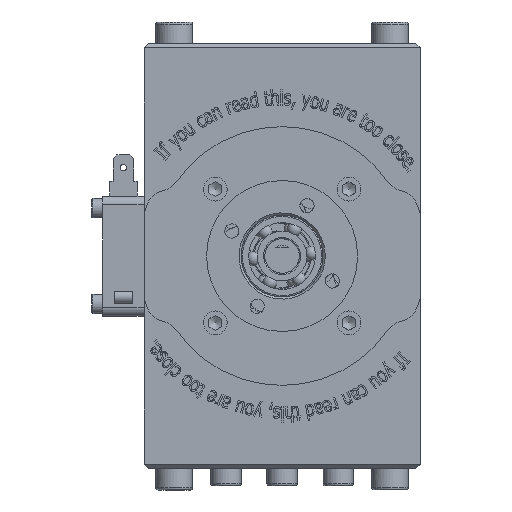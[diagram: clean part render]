
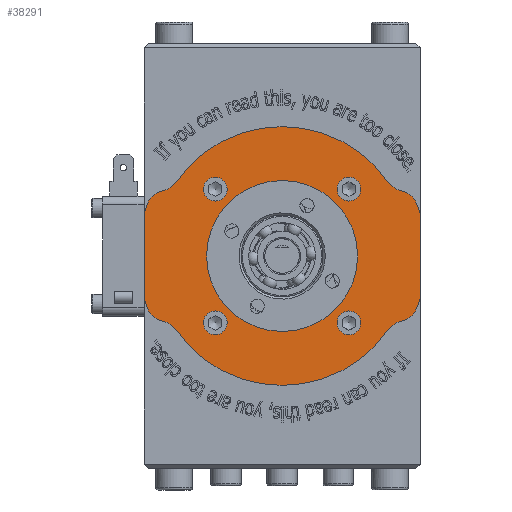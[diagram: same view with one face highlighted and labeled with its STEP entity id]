
A CAD part, front view. The second image highlights one B-rep face of the part: STEP entity #38291.
In plain terms, the highlighted planar face has unit normal (0, -1, 0).
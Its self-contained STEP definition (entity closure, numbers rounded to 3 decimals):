
#2437=FACE_BOUND('',#13258,.T.);
#2438=FACE_BOUND('',#13259,.T.);
#2439=FACE_BOUND('',#13260,.T.);
#2440=FACE_BOUND('',#13261,.T.);
#2441=FACE_BOUND('',#13262,.T.);
#4916=LINE('',#65077,#7923);
#4925=LINE('',#65115,#7932);
#7923=VECTOR('',#47494,10.);
#7932=VECTOR('',#47543,10.);
#9266=PLANE('',#40642);
#11048=FACE_OUTER_BOUND('',#13257,.T.);
#13257=EDGE_LOOP('',(#32086,#32087,#32088,#32089,#32090,#32091,#32092,#32093,
#32094,#32095,#32096,#32097,#32098,#32099,#32100,#32101));
#13258=EDGE_LOOP('',(#32102));
#13259=EDGE_LOOP('',(#32103));
#13260=EDGE_LOOP('',(#32104));
#13261=EDGE_LOOP('',(#32105));
#13262=EDGE_LOOP('',(#32106));
#14615=CIRCLE('',#40094,17.5);
#14616=CIRCLE('',#40096,2.75);
#14617=CIRCLE('',#40098,2.75);
#14618=CIRCLE('',#40100,2.75);
#14619=CIRCLE('',#40102,2.75);
#14634=CIRCLE('',#40602,30.);
#14643=CIRCLE('',#40613,30.);
#14644=CIRCLE('',#40615,5.);
#14651=CIRCLE('',#40625,33.5);
#14652=CIRCLE('',#40627,33.5);
#14653=CIRCLE('',#40629,5.);
#14654=CIRCLE('',#40631,5.);
#14655=CIRCLE('',#40633,33.5);
#14656=CIRCLE('',#40635,5.);
#14657=CIRCLE('',#40637,5.);
#14658=CIRCLE('',#40639,33.5);
#14659=CIRCLE('',#40641,5.);
#14660=CIRCLE('',#40643,5.);
#14661=CIRCLE('',#40644,5.);
#16065=VERTEX_POINT('',#53392);
#16066=VERTEX_POINT('',#53396);
#16067=VERTEX_POINT('',#53400);
#16068=VERTEX_POINT('',#53404);
#16069=VERTEX_POINT('',#53408);
#17822=VERTEX_POINT('',#65001);
#17824=VERTEX_POINT('',#65004);
#17836=VERTEX_POINT('',#65031);
#17837=VERTEX_POINT('',#65033);
#17838=VERTEX_POINT('',#65037);
#17847=VERTEX_POINT('',#65059);
#17854=VERTEX_POINT('',#65075);
#17855=VERTEX_POINT('',#65079);
#17856=VERTEX_POINT('',#65083);
#17857=VERTEX_POINT('',#65085);
#17858=VERTEX_POINT('',#65089);
#17859=VERTEX_POINT('',#65095);
#17860=VERTEX_POINT('',#65101);
#17861=VERTEX_POINT('',#65105);
#17862=VERTEX_POINT('',#65107);
#17863=VERTEX_POINT('',#65113);
#20103=EDGE_CURVE('',#16065,#16065,#14615,.T.);
#20104=EDGE_CURVE('',#16066,#16066,#14616,.T.);
#20106=EDGE_CURVE('',#16067,#16067,#14617,.T.);
#20108=EDGE_CURVE('',#16068,#16068,#14618,.T.);
#20110=EDGE_CURVE('',#16069,#16069,#14619,.T.);
#22740=EDGE_CURVE('',#17824,#17822,#14634,.T.);
#22755=EDGE_CURVE('',#17836,#17837,#14643,.T.);
#22757=EDGE_CURVE('',#17838,#17837,#14644,.T.);
#22777=EDGE_CURVE('',#17847,#17854,#4916,.T.);
#22779=EDGE_CURVE('',#17854,#17855,#14651,.T.);
#22782=EDGE_CURVE('',#17856,#17857,#14652,.T.);
#22784=EDGE_CURVE('',#17824,#17858,#14653,.T.);
#22785=EDGE_CURVE('',#17858,#17855,#14654,.T.);
#22787=EDGE_CURVE('',#17859,#17847,#14655,.T.);
#22788=EDGE_CURVE('',#17859,#17838,#14656,.T.);
#22790=EDGE_CURVE('',#17836,#17860,#14657,.T.);
#22792=EDGE_CURVE('',#17862,#17861,#14658,.T.);
#22794=EDGE_CURVE('',#17860,#17861,#14659,.T.);
#22795=EDGE_CURVE('',#17856,#17863,#14660,.T.);
#22796=EDGE_CURVE('',#17862,#17857,#4925,.T.);
#22797=EDGE_CURVE('',#17863,#17822,#14661,.T.);
#32086=ORIENTED_EDGE('',*,*,#22795,.F.);
#32087=ORIENTED_EDGE('',*,*,#22782,.T.);
#32088=ORIENTED_EDGE('',*,*,#22796,.F.);
#32089=ORIENTED_EDGE('',*,*,#22792,.T.);
#32090=ORIENTED_EDGE('',*,*,#22794,.F.);
#32091=ORIENTED_EDGE('',*,*,#22790,.F.);
#32092=ORIENTED_EDGE('',*,*,#22755,.T.);
#32093=ORIENTED_EDGE('',*,*,#22757,.F.);
#32094=ORIENTED_EDGE('',*,*,#22788,.F.);
#32095=ORIENTED_EDGE('',*,*,#22787,.T.);
#32096=ORIENTED_EDGE('',*,*,#22777,.T.);
#32097=ORIENTED_EDGE('',*,*,#22779,.T.);
#32098=ORIENTED_EDGE('',*,*,#22785,.F.);
#32099=ORIENTED_EDGE('',*,*,#22784,.F.);
#32100=ORIENTED_EDGE('',*,*,#22740,.T.);
#32101=ORIENTED_EDGE('',*,*,#22797,.F.);
#32102=ORIENTED_EDGE('',*,*,#20103,.T.);
#32103=ORIENTED_EDGE('',*,*,#20104,.T.);
#32104=ORIENTED_EDGE('',*,*,#20106,.T.);
#32105=ORIENTED_EDGE('',*,*,#20108,.T.);
#32106=ORIENTED_EDGE('',*,*,#20110,.T.);
#38291=ADVANCED_FACE('',(#11048,#2437,#2438,#2439,#2440,#2441),#9266,.T.);
#40094=AXIS2_PLACEMENT_3D('',#53394,#44754,#44755);
#40096=AXIS2_PLACEMENT_3D('',#53397,#44758,#44759);
#40098=AXIS2_PLACEMENT_3D('',#53401,#44763,#44764);
#40100=AXIS2_PLACEMENT_3D('',#53405,#44768,#44769);
#40102=AXIS2_PLACEMENT_3D('',#53409,#44773,#44774);
#40602=AXIS2_PLACEMENT_3D('',#65005,#47430,#47431);
#40613=AXIS2_PLACEMENT_3D('',#65035,#47458,#47459);
#40615=AXIS2_PLACEMENT_3D('',#65039,#47463,#47464);
#40625=AXIS2_PLACEMENT_3D('',#65081,#47498,#47499);
#40627=AXIS2_PLACEMENT_3D('',#65087,#47504,#47505);
#40629=AXIS2_PLACEMENT_3D('',#65091,#47509,#47510);
#40631=AXIS2_PLACEMENT_3D('',#65093,#47513,#47514);
#40633=AXIS2_PLACEMENT_3D('',#65097,#47518,#47519);
#40635=AXIS2_PLACEMENT_3D('',#65099,#47522,#47523);
#40637=AXIS2_PLACEMENT_3D('',#65103,#47527,#47528);
#40639=AXIS2_PLACEMENT_3D('',#65108,#47532,#47533);
#40641=AXIS2_PLACEMENT_3D('',#65111,#47537,#47538);
#40642=AXIS2_PLACEMENT_3D('',#65112,#47539,#47540);
#40643=AXIS2_PLACEMENT_3D('',#65114,#47541,#47542);
#40644=AXIS2_PLACEMENT_3D('',#65116,#47544,#47545);
#44754=DIRECTION('center_axis',(0.,1.,0.));
#44755=DIRECTION('ref_axis',(1.,0.,0.));
#44758=DIRECTION('center_axis',(0.,1.,0.));
#44759=DIRECTION('ref_axis',(1.,0.,0.));
#44763=DIRECTION('center_axis',(0.,1.,0.));
#44764=DIRECTION('ref_axis',(1.,0.,0.));
#44768=DIRECTION('center_axis',(0.,1.,0.));
#44769=DIRECTION('ref_axis',(1.,0.,0.));
#44773=DIRECTION('center_axis',(0.,1.,0.));
#44774=DIRECTION('ref_axis',(1.,0.,0.));
#47430=DIRECTION('center_axis',(0.,-1.,0.));
#47431=DIRECTION('ref_axis',(-1.,0.,0.));
#47458=DIRECTION('center_axis',(0.,-1.,0.));
#47459=DIRECTION('ref_axis',(-1.,0.,0.));
#47463=DIRECTION('center_axis',(0.,-1.,0.));
#47464=DIRECTION('ref_axis',(-0.463,0.,0.886));
#47494=DIRECTION('',(0.,0.,1.));
#47498=DIRECTION('center_axis',(0.,-1.,0.));
#47499=DIRECTION('ref_axis',(1.,0.,0.));
#47504=DIRECTION('center_axis',(0.,-1.,0.));
#47505=DIRECTION('ref_axis',(1.,0.,0.));
#47509=DIRECTION('center_axis',(0.,-1.,0.));
#47510=DIRECTION('ref_axis',(-0.463,0.,-0.886));
#47513=DIRECTION('center_axis',(0.,1.,0.));
#47514=DIRECTION('ref_axis',(-0.212,0.,-0.977));
#47518=DIRECTION('center_axis',(0.,-1.,0.));
#47519=DIRECTION('ref_axis',(1.,0.,0.));
#47522=DIRECTION('center_axis',(0.,1.,0.));
#47523=DIRECTION('ref_axis',(-0.212,0.,0.977));
#47527=DIRECTION('center_axis',(0.,-1.,0.));
#47528=DIRECTION('ref_axis',(0.463,0.,0.886));
#47532=DIRECTION('center_axis',(0.,-1.,0.));
#47533=DIRECTION('ref_axis',(1.,0.,0.));
#47537=DIRECTION('center_axis',(0.,1.,0.));
#47538=DIRECTION('ref_axis',(0.212,0.,0.977));
#47539=DIRECTION('center_axis',(0.,-1.,0.));
#47540=DIRECTION('ref_axis',(0.,0.,1.));
#47541=DIRECTION('center_axis',(0.,1.,0.));
#47542=DIRECTION('ref_axis',(0.212,0.,-0.977));
#47543=DIRECTION('',(0.,0.,1.));
#47544=DIRECTION('center_axis',(0.,-1.,0.));
#47545=DIRECTION('ref_axis',(0.463,0.,-0.886));
#53392=CARTESIAN_POINT('',(17.5,-37.5,0.));
#53394=CARTESIAN_POINT('Origin',(0.,-37.5,0.));
#53396=CARTESIAN_POINT('',(18.25,-37.5,15.5));
#53397=CARTESIAN_POINT('Origin',(15.5,-37.5,15.5));
#53400=CARTESIAN_POINT('',(-12.75,-37.5,15.5));
#53401=CARTESIAN_POINT('Origin',(-15.5,-37.5,15.5));
#53404=CARTESIAN_POINT('',(18.25,-37.5,-15.5));
#53405=CARTESIAN_POINT('Origin',(15.5,-37.5,-15.5));
#53408=CARTESIAN_POINT('',(-12.75,-37.5,-15.5));
#53409=CARTESIAN_POINT('Origin',(-15.5,-37.5,-15.5));
#65001=CARTESIAN_POINT('',(-24.62,-37.5,17.143));
#65004=CARTESIAN_POINT('',(24.62,-37.5,17.143));
#65005=CARTESIAN_POINT('Origin',(0.,-37.5,0.));
#65031=CARTESIAN_POINT('',(-24.62,-37.5,-17.143));
#65033=CARTESIAN_POINT('',(24.62,-37.5,-17.143));
#65035=CARTESIAN_POINT('Origin',(0.,-37.5,0.));
#65037=CARTESIAN_POINT('',(27.662,-37.5,-15.114));
#65039=CARTESIAN_POINT('Origin',(28.723,-37.5,-20.));
#65059=CARTESIAN_POINT('',(32.,-37.5,-9.912));
#65075=CARTESIAN_POINT('',(32.,-37.5,9.912));
#65077=CARTESIAN_POINT('',(32.,-37.5,-30.));
#65079=CARTESIAN_POINT('',(31.269,-37.5,12.022));
#65081=CARTESIAN_POINT('Origin',(0.,-37.5,0.));
#65083=CARTESIAN_POINT('',(-31.269,-37.5,12.022));
#65085=CARTESIAN_POINT('',(-32.,-37.5,9.912));
#65087=CARTESIAN_POINT('Origin',(0.,-37.5,0.));
#65089=CARTESIAN_POINT('',(27.662,-37.5,15.114));
#65091=CARTESIAN_POINT('Origin',(28.723,-37.5,20.));
#65093=CARTESIAN_POINT('Origin',(26.602,-37.5,10.228));
#65095=CARTESIAN_POINT('',(31.269,-37.5,-12.022));
#65097=CARTESIAN_POINT('Origin',(0.,-37.5,0.));
#65099=CARTESIAN_POINT('Origin',(26.602,-37.5,-10.228));
#65101=CARTESIAN_POINT('',(-27.662,-37.5,-15.114));
#65103=CARTESIAN_POINT('Origin',(-28.723,-37.5,-20.));
#65105=CARTESIAN_POINT('',(-31.269,-37.5,-12.022));
#65107=CARTESIAN_POINT('',(-32.,-37.5,-9.912));
#65108=CARTESIAN_POINT('Origin',(0.,-37.5,0.));
#65111=CARTESIAN_POINT('Origin',(-26.602,-37.5,-10.228));
#65112=CARTESIAN_POINT('Origin',(0.,-37.5,0.));
#65113=CARTESIAN_POINT('',(-27.662,-37.5,15.114));
#65114=CARTESIAN_POINT('Origin',(-26.602,-37.5,10.228));
#65115=CARTESIAN_POINT('',(-32.,-37.5,-30.));
#65116=CARTESIAN_POINT('Origin',(-28.723,-37.5,20.));
